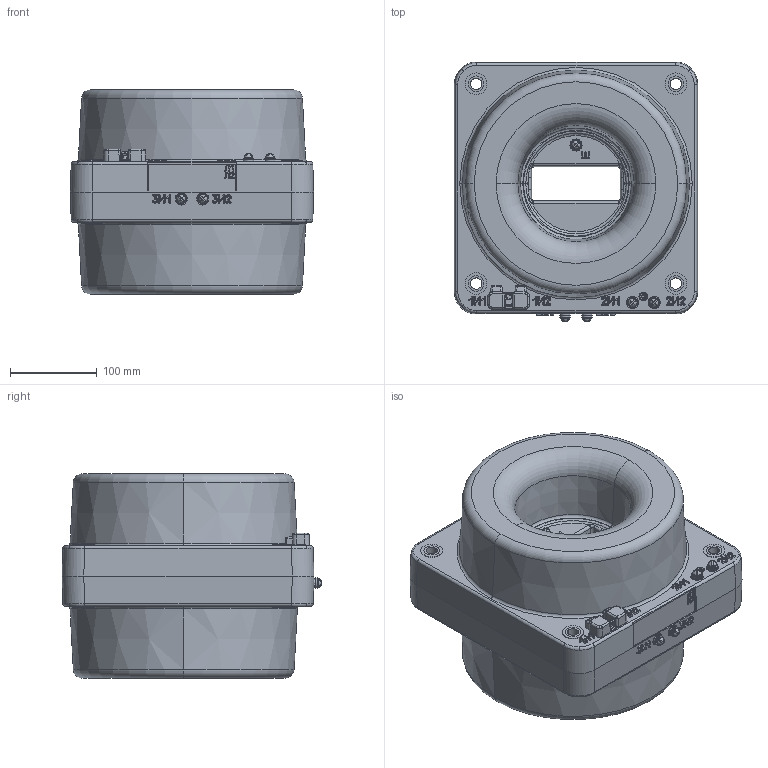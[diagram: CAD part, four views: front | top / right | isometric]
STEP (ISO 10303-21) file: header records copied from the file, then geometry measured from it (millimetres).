
FILE_DESCRIPTION (( 'STEP AP203' ), '1' );
FILE_NAME ('ÒËØ-10-1 (1-3)êÀ.STEP', '2025-03-12T08:12:22', ( '' ), ( '' ), 'SwSTEP 2.0', 'SolidWorks 2010', '' );
FILE_SCHEMA (( 'CONFIG_CONTROL_DESIGN' ));
Length unit declared in the file: millimetre
Products named in the file (1): ÒËØ-10-1 (1-3)êÀ
Bounding box: 280 x 299.11 x 235 mm (x, y, z)
Surface area: 439621.4 mm2 (no closed solid volume)
Topology: 0 solids, 29 shells, 573 faces, 1674 edges, 1124 vertices
Faces by surface type: plane 212, cylinder 133, cone 101, bspline 85, torus 24, sphere 18
Entity records: 21940 total; most frequent: CARTESIAN_POINT 7333, DIRECTION 3010, ORIENTED_EDGE 2910, EDGE_CURVE 1673, AXIS2_PLACEMENT_3D 1138, VERTEX_POINT 1124, LINE 734, VECTOR 734
